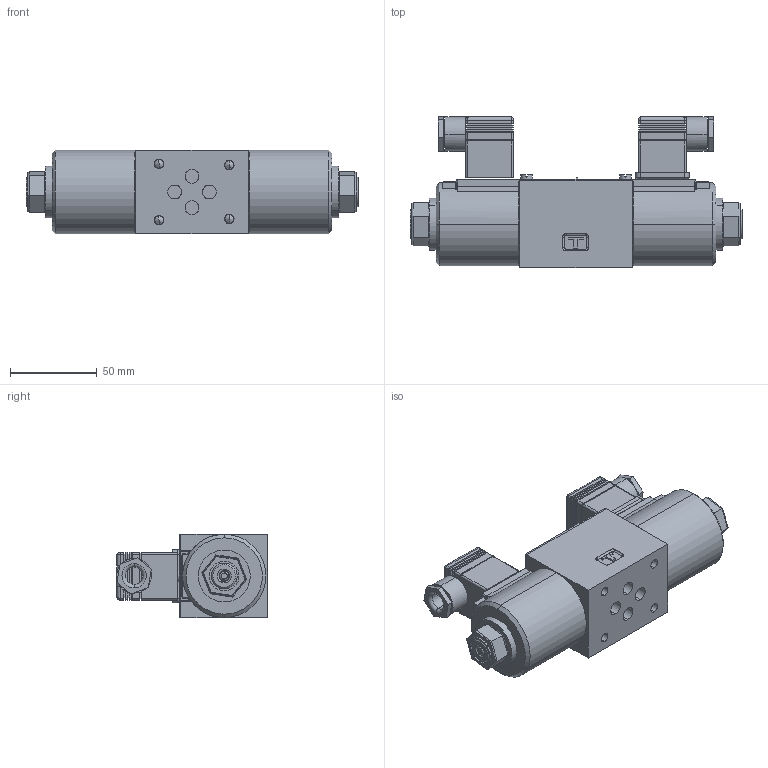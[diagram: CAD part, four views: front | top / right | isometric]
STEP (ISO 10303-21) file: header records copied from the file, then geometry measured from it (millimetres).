
FILE_DESCRIPTION (( 'STEP AP214' ), '1' );
FILE_NAME ('DSG 01 3--.STEP', '2018-09-27T11:39:10', ( '' ), ( '' ), 'SwSTEP 2.0', 'SolidWorks 2017', '' );
FILE_SCHEMA (( 'AUTOMOTIVE_DESIGN' ));
Length unit declared in the file: millimetre
Products named in the file (1): DSG 01 3--
Bounding box: 191.4 x 87.16 x 48 mm (x, y, z)
Surface area: 62562.9 mm2 (no closed solid volume)
Topology: 0 solids, 24 shells, 664 faces, 1946 edges, 1266 vertices
Faces by surface type: plane 376, cylinder 178, bspline 56, cone 30, torus 24
Entity records: 32143 total; most frequent: CARTESIAN_POINT 8051, DIRECTION 3356, ORIENTED_EDGE 3342, EDGE_CURVE 1926, VERTEX_POINT 1266, VECTOR 1222, LINE 1222, AXIS2_PLACEMENT_3D 1067
